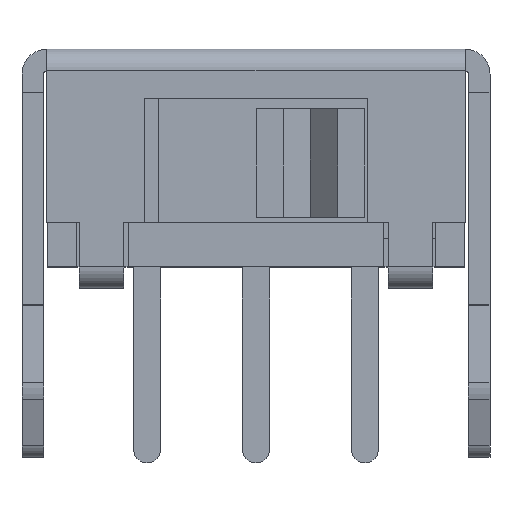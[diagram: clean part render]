
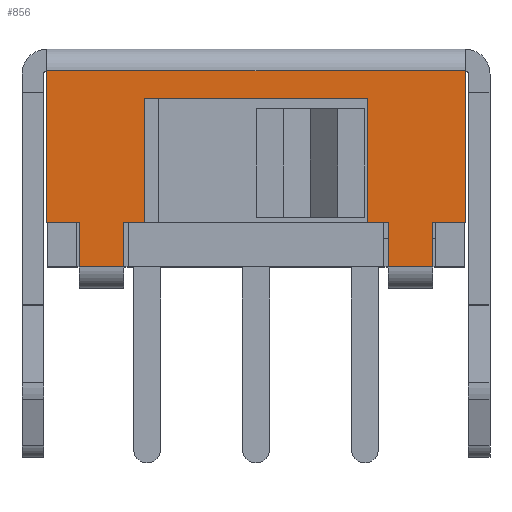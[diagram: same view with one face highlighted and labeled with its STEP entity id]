
A CAD part, top view. The second image highlights one B-rep face of the part: STEP entity #856.
In plain terms, the highlighted planar face has unit normal (0, 0, 1).
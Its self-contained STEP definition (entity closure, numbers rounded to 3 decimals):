
#856 = ADVANCED_FACE('',(#857),#987,.T.);
#857 = FACE_BOUND('',#858,.T.);
#858 = EDGE_LOOP('',(#859,#869,#877,#885,#893,#901,#909,#917,#925,#933,
    #941,#949,#957,#965,#973,#981));
#859 = ORIENTED_EDGE('',*,*,#860,.T.);
#860 = EDGE_CURVE('',#861,#863,#865,.T.);
#861 = VERTEX_POINT('',#862);
#862 = CARTESIAN_POINT('',(2.05,-2.78,2.2));
#863 = VERTEX_POINT('',#864);
#864 = CARTESIAN_POINT('',(2.43,-2.78,2.2));
#865 = LINE('',#866,#867);
#866 = CARTESIAN_POINT('',(2.05,-2.78,2.2));
#867 = VECTOR('',#868,1.);
#868 = DIRECTION('',(1.,0.,0.));
#869 = ORIENTED_EDGE('',*,*,#870,.T.);
#870 = EDGE_CURVE('',#863,#871,#873,.T.);
#871 = VERTEX_POINT('',#872);
#872 = CARTESIAN_POINT('',(2.43,-3.6,2.2));
#873 = LINE('',#874,#875);
#874 = CARTESIAN_POINT('',(2.43,-2.78,2.2));
#875 = VECTOR('',#876,1.);
#876 = DIRECTION('',(0.,-1.,0.));
#877 = ORIENTED_EDGE('',*,*,#878,.F.);
#878 = EDGE_CURVE('',#879,#871,#881,.T.);
#879 = VERTEX_POINT('',#880);
#880 = CARTESIAN_POINT('',(3.25,-3.6,2.2));
#881 = LINE('',#882,#883);
#882 = CARTESIAN_POINT('',(3.25,-3.6,2.2));
#883 = VECTOR('',#884,1.);
#884 = DIRECTION('',(-1.,0.,0.));
#885 = ORIENTED_EDGE('',*,*,#886,.T.);
#886 = EDGE_CURVE('',#879,#887,#889,.T.);
#887 = VERTEX_POINT('',#888);
#888 = CARTESIAN_POINT('',(3.25,-2.78,2.2));
#889 = LINE('',#890,#891);
#890 = CARTESIAN_POINT('',(3.25,-3.6,2.2));
#891 = VECTOR('',#892,1.);
#892 = DIRECTION('',(0.,1.,0.));
#893 = ORIENTED_EDGE('',*,*,#894,.T.);
#894 = EDGE_CURVE('',#887,#895,#897,.T.);
#895 = VERTEX_POINT('',#896);
#896 = CARTESIAN_POINT('',(3.843,-2.78,2.2));
#897 = LINE('',#898,#899);
#898 = CARTESIAN_POINT('',(3.25,-2.78,2.2));
#899 = VECTOR('',#900,1.);
#900 = DIRECTION('',(1.,0.,0.));
#901 = ORIENTED_EDGE('',*,*,#902,.F.);
#902 = EDGE_CURVE('',#903,#895,#905,.T.);
#903 = VERTEX_POINT('',#904);
#904 = CARTESIAN_POINT('',(3.843,0.,2.2));
#905 = LINE('',#906,#907);
#906 = CARTESIAN_POINT('',(3.843,0.,2.2));
#907 = VECTOR('',#908,1.);
#908 = DIRECTION('',(0.,-1.,0.));
#909 = ORIENTED_EDGE('',*,*,#910,.T.);
#910 = EDGE_CURVE('',#903,#911,#913,.T.);
#911 = VERTEX_POINT('',#912);
#912 = CARTESIAN_POINT('',(-3.843,0.,2.2));
#913 = LINE('',#914,#915);
#914 = CARTESIAN_POINT('',(3.843,0.,2.2));
#915 = VECTOR('',#916,1.);
#916 = DIRECTION('',(-1.,0.,0.));
#917 = ORIENTED_EDGE('',*,*,#918,.T.);
#918 = EDGE_CURVE('',#911,#919,#921,.T.);
#919 = VERTEX_POINT('',#920);
#920 = CARTESIAN_POINT('',(-3.843,-2.78,2.2));
#921 = LINE('',#922,#923);
#922 = CARTESIAN_POINT('',(-3.843,0.,2.2));
#923 = VECTOR('',#924,1.);
#924 = DIRECTION('',(0.,-1.,0.));
#925 = ORIENTED_EDGE('',*,*,#926,.T.);
#926 = EDGE_CURVE('',#919,#927,#929,.T.);
#927 = VERTEX_POINT('',#928);
#928 = CARTESIAN_POINT('',(-3.25,-2.78,2.2));
#929 = LINE('',#930,#931);
#930 = CARTESIAN_POINT('',(-3.843,-2.78,2.2));
#931 = VECTOR('',#932,1.);
#932 = DIRECTION('',(1.,0.,0.));
#933 = ORIENTED_EDGE('',*,*,#934,.T.);
#934 = EDGE_CURVE('',#927,#935,#937,.T.);
#935 = VERTEX_POINT('',#936);
#936 = CARTESIAN_POINT('',(-3.25,-3.6,2.2));
#937 = LINE('',#938,#939);
#938 = CARTESIAN_POINT('',(-3.25,-2.78,2.2));
#939 = VECTOR('',#940,1.);
#940 = DIRECTION('',(0.,-1.,0.));
#941 = ORIENTED_EDGE('',*,*,#942,.F.);
#942 = EDGE_CURVE('',#943,#935,#945,.T.);
#943 = VERTEX_POINT('',#944);
#944 = CARTESIAN_POINT('',(-2.43,-3.6,2.2));
#945 = LINE('',#946,#947);
#946 = CARTESIAN_POINT('',(-2.43,-3.6,2.2));
#947 = VECTOR('',#948,1.);
#948 = DIRECTION('',(-1.,0.,0.));
#949 = ORIENTED_EDGE('',*,*,#950,.T.);
#950 = EDGE_CURVE('',#943,#951,#953,.T.);
#951 = VERTEX_POINT('',#952);
#952 = CARTESIAN_POINT('',(-2.43,-2.78,2.2));
#953 = LINE('',#954,#955);
#954 = CARTESIAN_POINT('',(-2.43,-3.6,2.2));
#955 = VECTOR('',#956,1.);
#956 = DIRECTION('',(0.,1.,0.));
#957 = ORIENTED_EDGE('',*,*,#958,.T.);
#958 = EDGE_CURVE('',#951,#959,#961,.T.);
#959 = VERTEX_POINT('',#960);
#960 = CARTESIAN_POINT('',(-2.05,-2.78,2.2));
#961 = LINE('',#962,#963);
#962 = CARTESIAN_POINT('',(-2.43,-2.78,2.2));
#963 = VECTOR('',#964,1.);
#964 = DIRECTION('',(1.,0.,0.));
#965 = ORIENTED_EDGE('',*,*,#966,.F.);
#966 = EDGE_CURVE('',#967,#959,#969,.T.);
#967 = VERTEX_POINT('',#968);
#968 = CARTESIAN_POINT('',(-2.05,-0.5,2.2));
#969 = LINE('',#970,#971);
#970 = CARTESIAN_POINT('',(-2.05,-0.5,2.2));
#971 = VECTOR('',#972,1.);
#972 = DIRECTION('',(0.,-1.,0.));
#973 = ORIENTED_EDGE('',*,*,#974,.F.);
#974 = EDGE_CURVE('',#975,#967,#977,.T.);
#975 = VERTEX_POINT('',#976);
#976 = CARTESIAN_POINT('',(2.05,-0.5,2.2));
#977 = LINE('',#978,#979);
#978 = CARTESIAN_POINT('',(2.05,-0.5,2.2));
#979 = VECTOR('',#980,1.);
#980 = DIRECTION('',(-1.,0.,0.));
#981 = ORIENTED_EDGE('',*,*,#982,.F.);
#982 = EDGE_CURVE('',#861,#975,#983,.T.);
#983 = LINE('',#984,#985);
#984 = CARTESIAN_POINT('',(2.05,-2.78,2.2));
#985 = VECTOR('',#986,1.);
#986 = DIRECTION('',(0.,1.,0.));
#987 = PLANE('',#988);
#988 = AXIS2_PLACEMENT_3D('',#989,#990,#991);
#989 = CARTESIAN_POINT('',(2.017,0.4,2.2));
#990 = DIRECTION('',(0.,0.,1.));
#991 = DIRECTION('',(1.,0.,0.));
